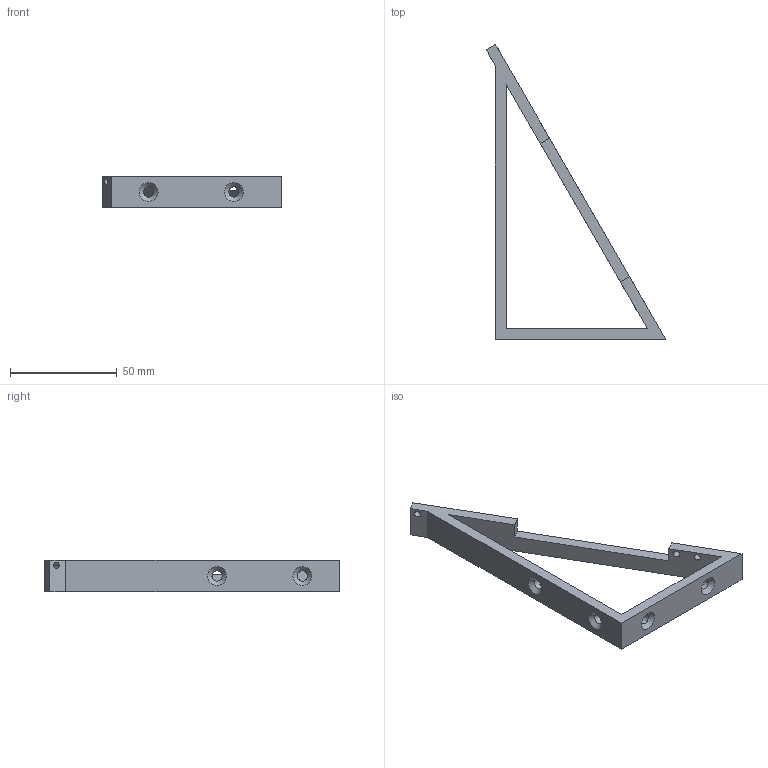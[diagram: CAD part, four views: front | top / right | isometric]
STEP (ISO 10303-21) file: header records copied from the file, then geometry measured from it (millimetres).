
FILE_DESCRIPTION(('FreeCAD Model'),'2;1');
FILE_NAME('Open CASCADE Shape Model','2024-10-20T22:20:17',('Author'),( ''),'Open CASCADE STEP processor 7.6','FreeCAD','Unknown');
FILE_SCHEMA(('AUTOMOTIVE_DESIGN { 1 0 10303 214 1 1 1 1 }'));
Length unit declared in the file: millimetre
Products named in the file (1): Chamfer
Bounding box: 84.33 x 138.56 x 15 mm (x, y, z)
Volume: 23045.9 mm3; surface area: 13173.9 mm2
Topology: 1 solids, 1 shells, 24 faces, 65 edges, 42 vertices
Faces by surface type: plane 13, cylinder 7, cone 4
Full cylindrical faces by diameter (mm): 3 x3, 4.8 x4
Entity records: 809 total; most frequent: DIRECTION 133, CARTESIAN_POINT 132, ORIENTED_EDGE 130, EDGE_CURVE 65, LINE 47, VECTOR 47, AXIS2_PLACEMENT_3D 43, VERTEX_POINT 42
